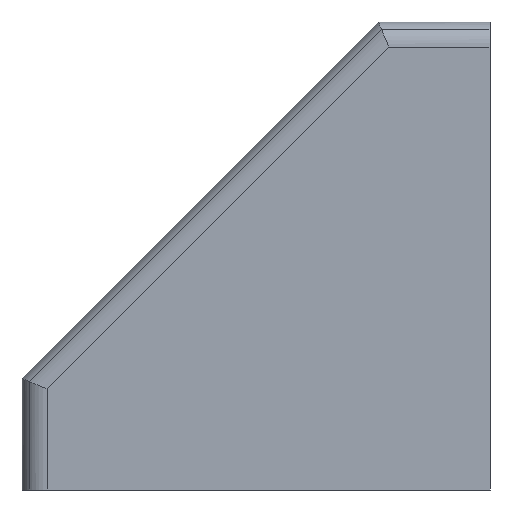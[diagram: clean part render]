
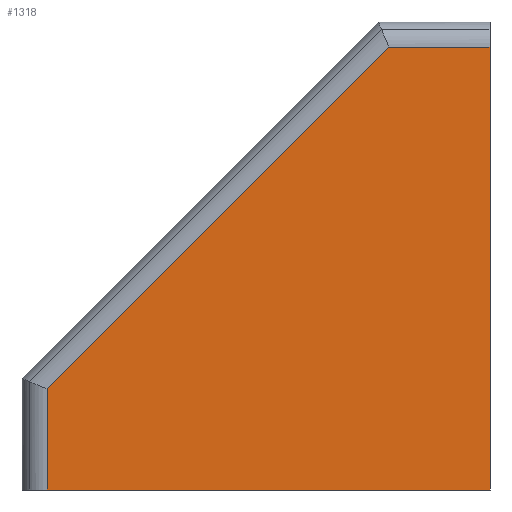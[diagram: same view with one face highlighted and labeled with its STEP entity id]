
A CAD part, front view. The second image highlights one B-rep face of the part: STEP entity #1318.
In plain terms, the highlighted planar face has unit normal (0, -1, 0).
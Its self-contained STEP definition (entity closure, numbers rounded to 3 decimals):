
#1253=CARTESIAN_POINT('',(1.297,-0.847,1.566));
#1254=VERTEX_POINT('',#1253);
#1262=CARTESIAN_POINT('',(1.654,-0.847,1.566));
#1263=VERTEX_POINT('',#1262);
#1264=CARTESIAN_POINT('',(1.297,-0.847,1.566));
#1265=DIRECTION('',(1.0,0.0,0.0));
#1266=VECTOR('',#1265,0.357);
#1267=LINE('',#1264,#1266);
#1268=EDGE_CURVE('',#1254,#1263,#1267,.T.);
#1280=CARTESIAN_POINT('',(0.914,-0.847,0.74));
#1281=DIRECTION('',(0.0,1.0,0.0));
#1282=DIRECTION('',(-1.0,0.0,0.0));
#1283=AXIS2_PLACEMENT_3D('',#1280,#1281,#1282);
#1284=PLANE('',#1283);
#1285=ORIENTED_EDGE('',*,*,#1268,.F.);
#1286=CARTESIAN_POINT('',(0.088,-0.847,0.357));
#1287=VERTEX_POINT('',#1286);
#1288=CARTESIAN_POINT('',(0.088,-0.847,0.357));
#1289=DIRECTION('',(0.707,0.,0.707));
#1290=VECTOR('',#1289,1.709);
#1291=LINE('',#1288,#1290);
#1292=EDGE_CURVE('',#1287,#1254,#1291,.T.);
#1293=ORIENTED_EDGE('',*,*,#1292,.F.);
#1294=CARTESIAN_POINT('',(0.088,-0.847,0.0));
#1295=VERTEX_POINT('',#1294);
#1296=CARTESIAN_POINT('',(0.088,-0.847,0.0));
#1297=DIRECTION('',(0.0,0.0,1.0));
#1298=VECTOR('',#1297,0.357);
#1299=LINE('',#1296,#1298);
#1300=EDGE_CURVE('',#1295,#1287,#1299,.T.);
#1301=ORIENTED_EDGE('',*,*,#1300,.F.);
#1302=CARTESIAN_POINT('',(1.654,-0.847,0.0));
#1303=VERTEX_POINT('',#1302);
#1304=CARTESIAN_POINT('',(0.088,-0.847,0.0));
#1305=DIRECTION('',(1.0,0.0,0.0));
#1306=VECTOR('',#1305,1.566);
#1307=LINE('',#1304,#1306);
#1308=EDGE_CURVE('',#1295,#1303,#1307,.T.);
#1309=ORIENTED_EDGE('',*,*,#1308,.T.);
#1310=CARTESIAN_POINT('',(1.654,-0.847,0.0));
#1311=DIRECTION('',(0.0,0.0,1.0));
#1312=VECTOR('',#1311,1.566);
#1313=LINE('',#1310,#1312);
#1314=EDGE_CURVE('',#1303,#1263,#1313,.T.);
#1315=ORIENTED_EDGE('',*,*,#1314,.T.);
#1316=EDGE_LOOP('',(#1285,#1293,#1301,#1309,#1315));
#1317=FACE_OUTER_BOUND('',#1316,.T.);
#1318=ADVANCED_FACE('',(#1317),#1284,.F.);
